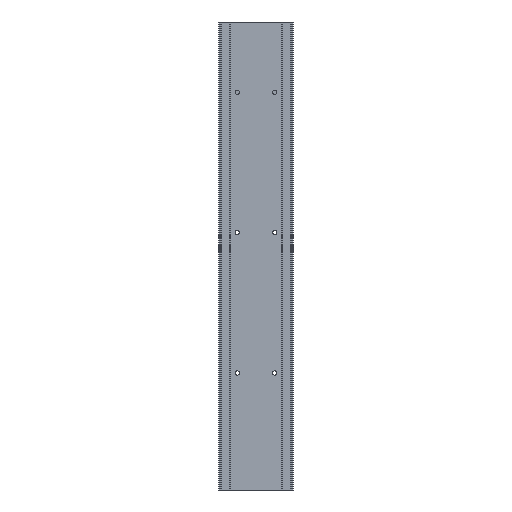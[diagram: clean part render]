
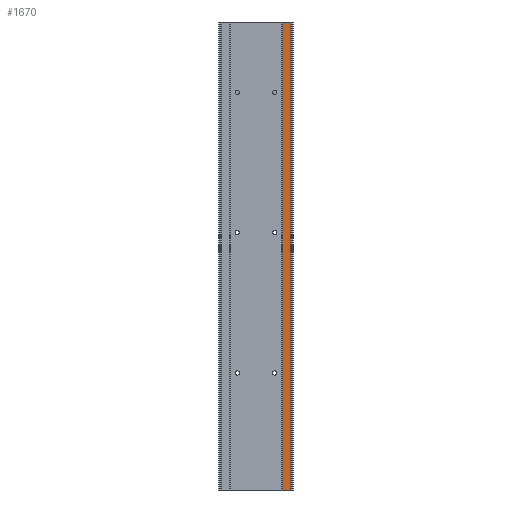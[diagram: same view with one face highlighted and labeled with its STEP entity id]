
A CAD part, front view. The second image highlights one B-rep face of the part: STEP entity #1670.
In plain terms, the highlighted planar face has unit normal (0, -1, 0).
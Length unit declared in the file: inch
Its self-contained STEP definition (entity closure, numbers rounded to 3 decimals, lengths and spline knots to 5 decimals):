
#60 = CARTESIAN_POINT ( 'NONE',  ( 1.45262, 0.01969, -19.685 ) ) ;
#271 = EDGE_CURVE ( 'NONE', #8209, #40651, #13326, .T. ) ;
#575 = VECTOR ( 'NONE', #39557, 39.37008 ) ;
#1670 = ADVANCED_FACE ( 'NONE', ( #44000 ), #26590, .T. ) ;
#3172 = EDGE_CURVE ( 'NONE', #35779, #40651, #39097, .T. ) ;
#4730 = CARTESIAN_POINT ( 'NONE',  ( 1.45262, 0.01969, 0. ) ) ;
#5724 = DIRECTION ( 'NONE',  ( 0., -1., 0. ) ) ;
#5746 = CARTESIAN_POINT ( 'NONE',  ( 1.45262, 0.01969, -19.685 ) ) ;
#7846 = CARTESIAN_POINT ( 'NONE',  ( 1.10644, 0.01969, -19.685 ) ) ;
#8209 = VERTEX_POINT ( 'NONE', #60 ) ;
#9674 = ORIENTED_EDGE ( 'NONE', *, *, #271, .T. ) ;
#10528 = CARTESIAN_POINT ( 'NONE',  ( 1.10644, 0.01969, 0. ) ) ;
#11399 = AXIS2_PLACEMENT_3D ( 'NONE', #23158, #5724, #19715 ) ;
#11522 = ORIENTED_EDGE ( 'NONE', *, *, #3172, .F. ) ;
#12915 = DIRECTION ( 'NONE',  ( 0., 0., 1. ) ) ;
#13326 = LINE ( 'NONE', #5746, #31237 ) ;
#16060 = EDGE_CURVE ( 'NONE', #23537, #35779, #40415, .T. ) ;
#17717 = ORIENTED_EDGE ( 'NONE', *, *, #16060, .F. ) ;
#17764 = EDGE_LOOP ( 'NONE', ( #11522, #17717, #41600, #9674 ) ) ;
#19715 = DIRECTION ( 'NONE',  ( 1., 0., 0. ) ) ;
#23158 = CARTESIAN_POINT ( 'NONE',  ( 1.10644, 0.01969, -19.685 ) ) ;
#23537 = VERTEX_POINT ( 'NONE', #7846 ) ;
#26590 = PLANE ( 'NONE',  #11399 ) ;
#27379 = CARTESIAN_POINT ( 'NONE',  ( 1.10644, 0.01969, -19.685 ) ) ;
#30113 = CARTESIAN_POINT ( 'NONE',  ( 1.10644, 0.01969, -19.685 ) ) ;
#31237 = VECTOR ( 'NONE', #43805, 39.37008 ) ;
#33241 = VECTOR ( 'NONE', #38334, 39.37008 ) ;
#35507 = VECTOR ( 'NONE', #12915, 39.37008 ) ;
#35779 = VERTEX_POINT ( 'NONE', #10528 ) ;
#38334 = DIRECTION ( 'NONE',  ( 1., 0., 0. ) ) ;
#39097 = LINE ( 'NONE', #42112, #575 ) ;
#39557 = DIRECTION ( 'NONE',  ( 1., 0., 0. ) ) ;
#40415 = LINE ( 'NONE', #30113, #35507 ) ;
#40651 = VERTEX_POINT ( 'NONE', #4730 ) ;
#41600 = ORIENTED_EDGE ( 'NONE', *, *, #44909, .T. ) ;
#41844 = LINE ( 'NONE', #27379, #33241 ) ;
#42112 = CARTESIAN_POINT ( 'NONE',  ( 1.10644, 0.01969, 0. ) ) ;
#43805 = DIRECTION ( 'NONE',  ( 0., 0., 1. ) ) ;
#44000 = FACE_OUTER_BOUND ( 'NONE', #17764, .T. ) ;
#44909 = EDGE_CURVE ( 'NONE', #23537, #8209, #41844, .T. ) ;
